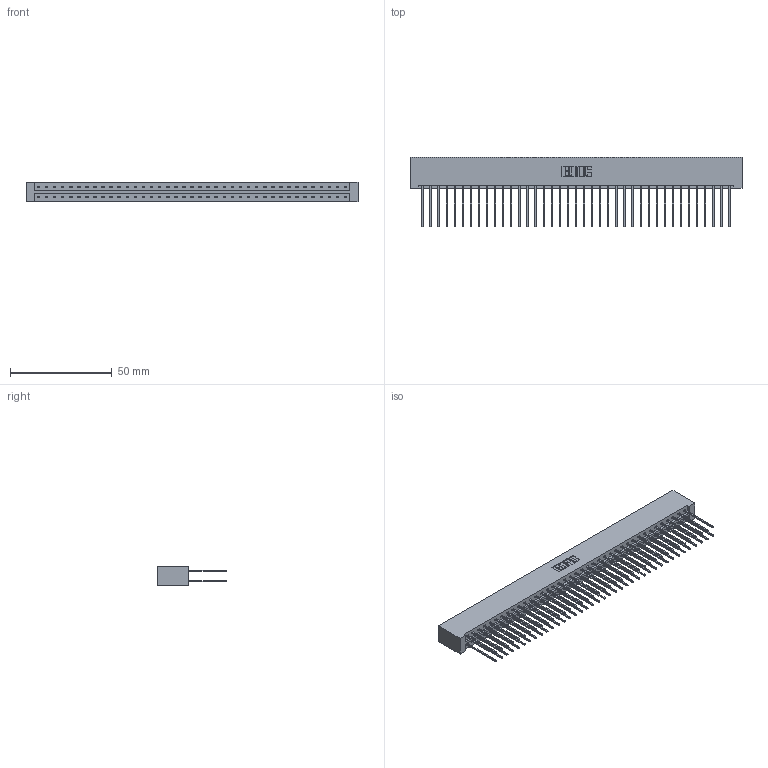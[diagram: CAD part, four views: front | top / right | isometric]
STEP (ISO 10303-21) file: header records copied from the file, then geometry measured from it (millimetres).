
FILE_DESCRIPTION (( 'STEP AP203' ), '1' );
FILE_NAME ('833-078-541-201.STEP', '2020-06-05T20:05:08', ( '' ), ( '' ), 'SwSTEP 2.0', 'SolidWorks 2020', '' );
FILE_SCHEMA (( 'CONFIG_CONTROL_DESIGN' ));
Length unit declared in the file: inch
Products named in the file (3): 345-292-001_345-293-141; 833 Part_Lugless; 833-078-541-201
Assembly tree (79 placements, depth 2):
  833-078-541-201
    833 Part_Lugless
    345-292-001_345-293-141  x78
Bounding box: 162.79 x 34.3 x 9.4 mm (x, y, z)
Volume: 17671.4 mm3; surface area: 23112.5 mm2
Topology: 79 solids, 79 shells, 4162 faces, 12377 edges, 8146 vertices
Faces by surface type: plane 2874, cylinder 1288
Entity records: 25219 total; most frequent: CARTESIAN_POINT 4182, ORIENTED_EDGE 4118, DIRECTION 3571, EDGE_CURVE 2059, LINE 1939, VECTOR 1939, VERTEX_POINT 1370, AXIS2_PLACEMENT_3D 816
